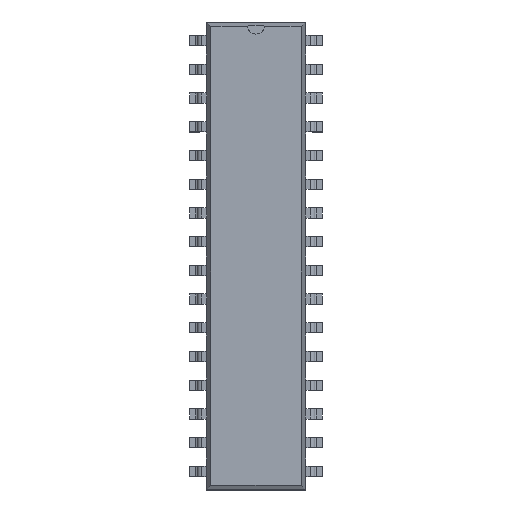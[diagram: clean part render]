
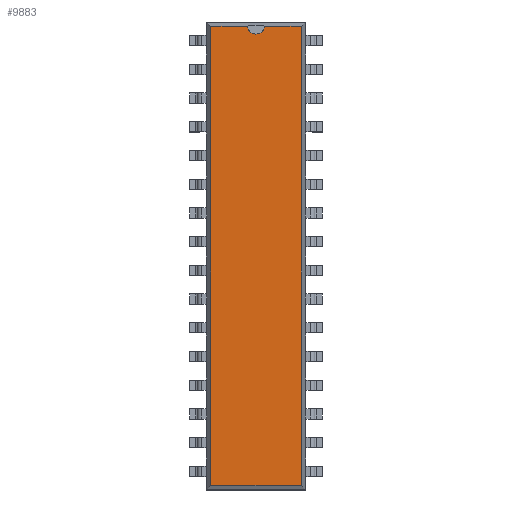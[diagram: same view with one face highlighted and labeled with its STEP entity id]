
A CAD part, top view. The second image highlights one B-rep face of the part: STEP entity #9883.
In plain terms, the highlighted planar face has unit normal (0, 0, 1).
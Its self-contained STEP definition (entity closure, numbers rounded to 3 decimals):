
#27=VECTOR('',#28,1.);
#28=DIRECTION('',(0.,1.,0.));
#34=VECTOR('',#35,1.);
#35=DIRECTION('',(-1.,0.,0.));
#41=VECTOR('',#42,1.);
#42=DIRECTION('',(0.,-1.,0.));
#46=VECTOR('',#47,1.);
#47=DIRECTION('',(1.,0.,0.));
#50=DIRECTION('',(0.,0.,-1.));
#1789=DIRECTION('',(0.,0.,-1.));
#6625=VERTEX_POINT('',#6626);
#6626=CARTESIAN_POINT('',(4.001,20.302,3.68));
#6628=ORIENTED_EDGE('',*,*,#6629,.F.);
#6629=EDGE_CURVE('',#6630,#6625,#6632,.T.);
#6630=VERTEX_POINT('',#6631);
#6631=CARTESIAN_POINT('',(4.001,-20.302,3.68));
#6632=LINE('',#6631,#27);
#8210=VERTEX_POINT('',#8211);
#8211=CARTESIAN_POINT('',(-4.001,20.302,3.68));
#8213=ORIENTED_EDGE('',*,*,#8214,.F.);
#8214=EDGE_CURVE('',#8215,#8210,#8217,.T.);
#8215=VERTEX_POINT('',#8216);
#8216=CARTESIAN_POINT('',(-0.746,20.302,3.68));
#8217=LINE('',#6626,#34);
#8236=VERTEX_POINT('',#8237);
#8237=CARTESIAN_POINT('',(0.746,20.302,3.68));
#8243=ORIENTED_EDGE('',*,*,#8244,.F.);
#8244=EDGE_CURVE('',#6625,#8236,#8217,.T.);
#8300=VERTEX_POINT('',#8301);
#8301=CARTESIAN_POINT('',(-4.001,-20.302,3.68));
#8303=ORIENTED_EDGE('',*,*,#8304,.F.);
#8304=EDGE_CURVE('',#8210,#8300,#8305,.T.);
#8305=LINE('',#8211,#41);
#9878=ORIENTED_EDGE('',*,*,#9879,.F.);
#9879=EDGE_CURVE('',#8300,#6630,#9880,.T.);
#9880=LINE('',#8301,#46);
#9883=ADVANCED_FACE('',(#9884),#9895,.F.);
#9884=FACE_BOUND('',#9885,.F.);
#9885=EDGE_LOOP('',(#6628,#9878,#8303,#8213,#9886,#9893,#8243));
#9886=ORIENTED_EDGE('',*,*,#9887,.F.);
#9887=EDGE_CURVE('',#9888,#8215,#9890,.T.);
#9888=VERTEX_POINT('',#9889);
#9889=CARTESIAN_POINT('',(0.,19.627,3.68));
#9890=CIRCLE('',#9891,0.75);
#9891=AXIS2_PLACEMENT_3D('',#9892,#1789,#42);
#9892=CARTESIAN_POINT('',(0.,20.377,3.68));
#9893=ORIENTED_EDGE('',*,*,#9894,.F.);
#9894=EDGE_CURVE('',#8236,#9888,#9890,.T.);
#9895=PLANE('',#9896);
#9896=AXIS2_PLACEMENT_3D('',#6631,#50,#9897);
#9897=DIRECTION('',(-0.193,0.981,0.));
